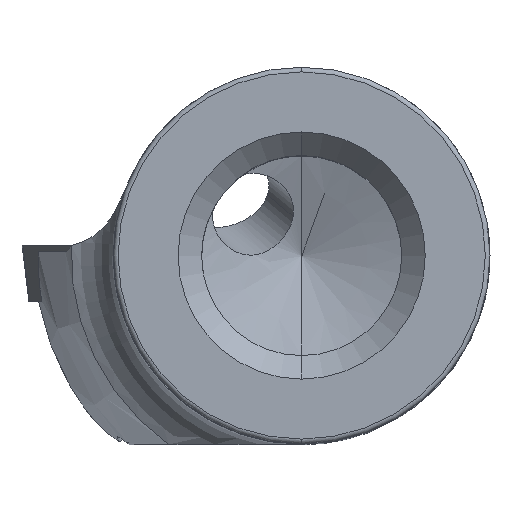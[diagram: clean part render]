
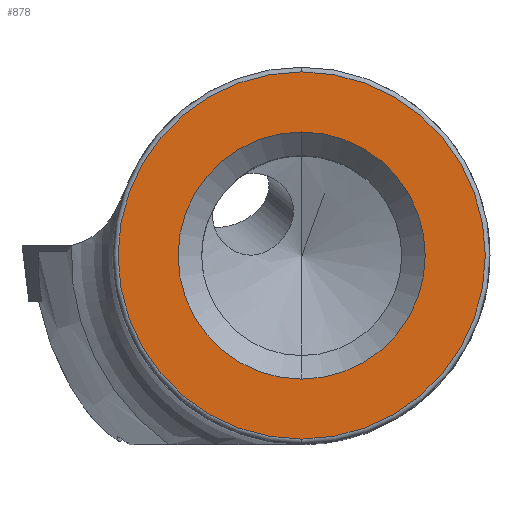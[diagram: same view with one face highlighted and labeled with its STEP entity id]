
A CAD part, top view. The second image highlights one B-rep face of the part: STEP entity #878.
In plain terms, the highlighted planar face has unit normal (0, 0, 1).
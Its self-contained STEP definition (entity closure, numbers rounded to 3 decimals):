
#704=EDGE_CURVE('NONE',#1072,#1206,#2015,.F.);
#878=ADVANCED_FACE('NONE',(#2206,#2207),#2208,.T.);
#892=VERTEX_POINT('NONE',#2224);
#1072=VERTEX_POINT('NONE',#2428);
#1152=EDGE_CURVE('NONE',#1678,#892,#2512,.T.);
#1206=VERTEX_POINT('NONE',#2571);
#1464=EDGE_CURVE('NONE',#892,#1678,#2856,.T.);
#1500=EDGE_CURVE('NONE',#1206,#1072,#2895,.T.);
#1678=VERTEX_POINT('NONE',#3095);
#2015=CIRCLE('',#3549,5.25);
#2206=FACE_OUTER_BOUND('',#3905,.T.);
#2207=FACE_BOUND('',#3906,.T.);
#2208=PLANE('',#3907);
#2224=CARTESIAN_POINT('',(0.,7.8,0.));
#2428=CARTESIAN_POINT('',(0.,5.25,0.));
#2512=CIRCLE('',#4582,7.8);
#2571=CARTESIAN_POINT('',(0.0,-5.25,0.0));
#2856=CIRCLE('',#5417,7.8);
#2895=CIRCLE('',#5472,5.25);
#3095=CARTESIAN_POINT('',(0.0,-7.8,0.0));
#3549=AXIS2_PLACEMENT_3D('',#6777,#6778,#6779);
#3905=EDGE_LOOP('',(#7019,#7020));
#3906=EDGE_LOOP('',(#7021,#7022));
#3907=AXIS2_PLACEMENT_3D('',#7023,#7024,#7025);
#4582=AXIS2_PLACEMENT_3D('',#7421,#7422,#7423);
#5417=AXIS2_PLACEMENT_3D('',#7825,#7826,#7827);
#5472=AXIS2_PLACEMENT_3D('',#7880,#7881,#7882);
#6777=CARTESIAN_POINT('',(0.0,0.0,0.0));
#6778=DIRECTION('',(0.,0.0,1.0));
#6779=DIRECTION('',(0.0,-1.0,0.0));
#7019=ORIENTED_EDGE('',*,*,#1152,.T.);
#7020=ORIENTED_EDGE('',*,*,#1464,.T.);
#7021=ORIENTED_EDGE('',*,*,#1500,.T.);
#7022=ORIENTED_EDGE('',*,*,#704,.T.);
#7023=CARTESIAN_POINT('',(0.0,0.0,0.0));
#7024=DIRECTION('',(0.,0.0,1.0));
#7025=DIRECTION('',(0.0,-1.0,0.0));
#7421=CARTESIAN_POINT('',(0.0,0.0,0.0));
#7422=DIRECTION('',(0.,-0.0,1.0));
#7423=DIRECTION('',(0.0,1.0,0.0));
#7825=CARTESIAN_POINT('',(0.0,0.0,0.0));
#7826=DIRECTION('',(0.,-0.0,1.0));
#7827=DIRECTION('',(0.0,1.0,0.0));
#7880=CARTESIAN_POINT('',(0.0,0.0,0.0));
#7881=DIRECTION('',(0.,-0.0,-1.0));
#7882=DIRECTION('',(0.0,-1.0,0.0));
